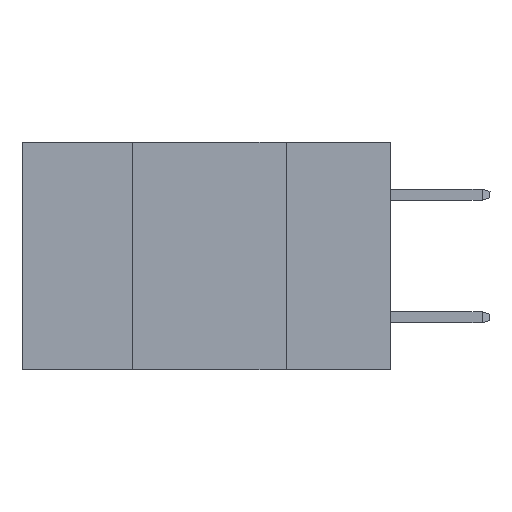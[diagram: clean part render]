
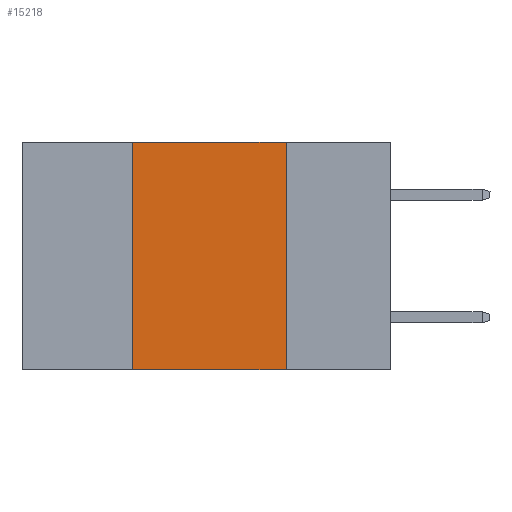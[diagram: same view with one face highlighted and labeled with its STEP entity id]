
A CAD part, left-side view. The second image highlights one B-rep face of the part: STEP entity #15218.
In plain terms, the highlighted planar face has unit normal (-1, 0, 0).
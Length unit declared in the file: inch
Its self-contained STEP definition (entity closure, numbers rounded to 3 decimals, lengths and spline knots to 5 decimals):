
#58 = ORIENTED_EDGE ( 'NONE', *, *, #4539, .F. ) ;
#60 = LINE ( 'NONE', #16301, #10198 ) ;
#1103 = FACE_OUTER_BOUND ( 'NONE', #15563, .T. ) ;
#1882 = CARTESIAN_POINT ( 'NONE',  ( 0., 0.42, 0. ) ) ;
#1953 = ORIENTED_EDGE ( 'NONE', *, *, #6270, .F. ) ;
#2652 = CARTESIAN_POINT ( 'NONE',  ( 0., 0.6, -0.37 ) ) ;
#3156 = CARTESIAN_POINT ( 'NONE',  ( 0., 0.17, 0. ) ) ;
#3251 = LINE ( 'NONE', #1882, #16469 ) ;
#3265 = DIRECTION ( 'NONE',  ( 0., 0., 1. ) ) ;
#3640 = VERTEX_POINT ( 'NONE', #3156 ) ;
#4133 = ORIENTED_EDGE ( 'NONE', *, *, #16441, .F. ) ;
#4539 = EDGE_CURVE ( 'NONE', #6306, #3640, #60, .T. ) ;
#5531 = VERTEX_POINT ( 'NONE', #8044 ) ;
#6270 = EDGE_CURVE ( 'NONE', #8416, #6306, #3251, .T. ) ;
#6306 = VERTEX_POINT ( 'NONE', #9669 ) ;
#7291 = PLANE ( 'NONE',  #10400 ) ;
#8044 = CARTESIAN_POINT ( 'NONE',  ( 0., 0.17, -0.37 ) ) ;
#8416 = VERTEX_POINT ( 'NONE', #14964 ) ;
#8533 = CARTESIAN_POINT ( 'NONE',  ( 0., 0.6, 0. ) ) ;
#8586 = DIRECTION ( 'NONE',  ( 0., 0., -1. ) ) ;
#9232 = VECTOR ( 'NONE', #15513, 39.37008 ) ;
#9644 = LINE ( 'NONE', #2652, #9232 ) ;
#9669 = CARTESIAN_POINT ( 'NONE',  ( 0., 0.42, 0. ) ) ;
#9695 = EDGE_CURVE ( 'NONE', #8416, #5531, #9644, .T. ) ;
#10198 = VECTOR ( 'NONE', #15001, 39.37008 ) ;
#10400 = AXIS2_PLACEMENT_3D ( 'NONE', #8533, #16240, #8586 ) ;
#12360 = CARTESIAN_POINT ( 'NONE',  ( 0., 0.17, 0. ) ) ;
#12635 = VECTOR ( 'NONE', #16206, 39.37008 ) ;
#14964 = CARTESIAN_POINT ( 'NONE',  ( 0., 0.42, -0.37 ) ) ;
#14984 = ORIENTED_EDGE ( 'NONE', *, *, #9695, .T. ) ;
#15001 = DIRECTION ( 'NONE',  ( 0., -1., 0. ) ) ;
#15218 = ADVANCED_FACE ( 'NONE', ( #1103 ), #7291, .F. ) ;
#15513 = DIRECTION ( 'NONE',  ( 0., -1., 0. ) ) ;
#15563 = EDGE_LOOP ( 'NONE', ( #4133, #58, #1953, #14984 ) ) ;
#16027 = LINE ( 'NONE', #12360, #12635 ) ;
#16206 = DIRECTION ( 'NONE',  ( 0., 0., -1. ) ) ;
#16240 = DIRECTION ( 'NONE',  ( 1., 0., 0. ) ) ;
#16301 = CARTESIAN_POINT ( 'NONE',  ( 0., 0.6, 0. ) ) ;
#16441 = EDGE_CURVE ( 'NONE', #3640, #5531, #16027, .T. ) ;
#16469 = VECTOR ( 'NONE', #3265, 39.37008 ) ;
